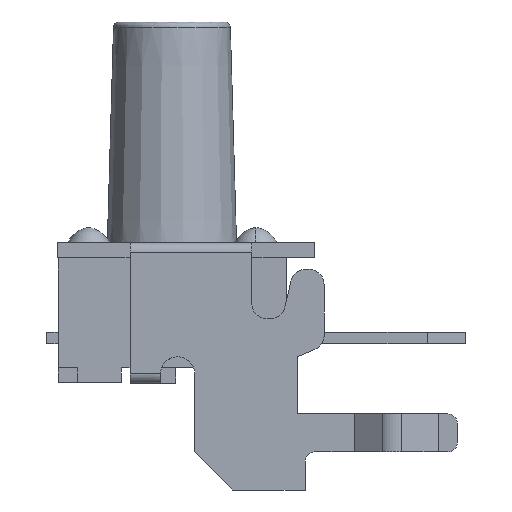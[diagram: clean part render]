
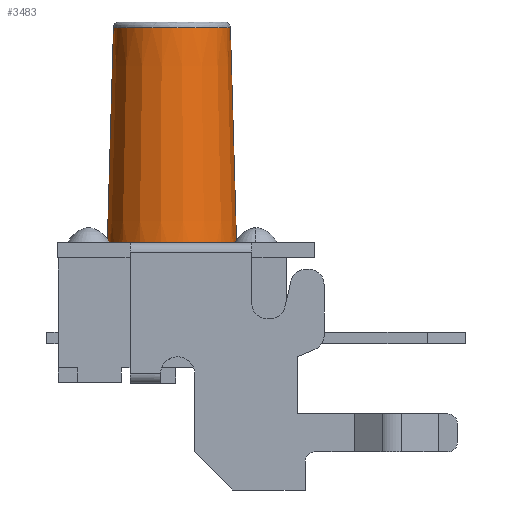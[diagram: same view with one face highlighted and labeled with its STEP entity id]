
A CAD part, left-side view. The second image highlights one B-rep face of the part: STEP entity #3483.
In plain terms, the highlighted conical face has half-angle 1.63 degrees and reference radius 1.71 mm.
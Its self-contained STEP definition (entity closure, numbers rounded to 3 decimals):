
#1576 = DIRECTION ( 'NONE',  ( 0., 0., 1. ) ) ;
#2090 = VERTEX_POINT ( 'NONE', #12061 ) ;
#2338 = FACE_OUTER_BOUND ( 'NONE', #13739, .T. ) ;
#2819 = CONICAL_SURFACE ( 'NONE', #5579, 1.71, 0.028 ) ;
#2899 = CARTESIAN_POINT ( 'NONE',  ( 0.01, -0.01, 2.84 ) ) ;
#3466 = VERTEX_POINT ( 'NONE', #13402 ) ;
#3483 = ADVANCED_FACE ( 'NONE', ( #2338 ), #2819, .T. ) ;
#4079 = CIRCLE ( 'NONE', #10157, 1.71 ) ;
#4617 = CARTESIAN_POINT ( 'NONE',  ( -1.7, -0.01, 2.84 ) ) ;
#5046 = CIRCLE ( 'NONE', #10258, 1.536 ) ;
#5178 = CARTESIAN_POINT ( 'NONE',  ( 1.72, -0.01, 2.84 ) ) ;
#5353 = EDGE_CURVE ( 'NONE', #6001, #2090, #9184, .T. ) ;
#5579 = AXIS2_PLACEMENT_3D ( 'NONE', #2899, #10432, #12568 ) ;
#5886 = DIRECTION ( 'NONE',  ( -1., 0., 0. ) ) ;
#6001 = VERTEX_POINT ( 'NONE', #13461 ) ;
#6014 = CARTESIAN_POINT ( 'NONE',  ( 0.01, -0.01, 2.84 ) ) ;
#6239 = LINE ( 'NONE', #5178, #9108 ) ;
#7156 = ORIENTED_EDGE ( 'NONE', *, *, #9498, .T. ) ;
#9108 = VECTOR ( 'NONE', #12791, 1000. ) ;
#9184 = LINE ( 'NONE', #4617, #11510 ) ;
#9422 = ORIENTED_EDGE ( 'NONE', *, *, #12421, .T. ) ;
#9481 = DIRECTION ( 'NONE',  ( 0., 0., -1. ) ) ;
#9498 = EDGE_CURVE ( 'NONE', #10547, #3466, #6239, .T. ) ;
#9520 = CARTESIAN_POINT ( 'NONE',  ( 1.546, -0.01, 8.944 ) ) ;
#9567 = ORIENTED_EDGE ( 'NONE', *, *, #5353, .F. ) ;
#10157 = AXIS2_PLACEMENT_3D ( 'NONE', #6014, #1576, #5886 ) ;
#10258 = AXIS2_PLACEMENT_3D ( 'NONE', #11613, #9481, #13707 ) ;
#10432 = DIRECTION ( 'NONE',  ( 0., 0., -1. ) ) ;
#10547 = VERTEX_POINT ( 'NONE', #9520 ) ;
#11162 = ORIENTED_EDGE ( 'NONE', *, *, #13106, .T. ) ;
#11510 = VECTOR ( 'NONE', #13180, 1000. ) ;
#11613 = CARTESIAN_POINT ( 'NONE',  ( 0.01, -0.01, 8.944 ) ) ;
#12061 = CARTESIAN_POINT ( 'NONE',  ( -1.7, -0.01, 2.84 ) ) ;
#12421 = EDGE_CURVE ( 'NONE', #3466, #2090, #4079, .T. ) ;
#12568 = DIRECTION ( 'NONE',  ( -1., 0., 0. ) ) ;
#12791 = DIRECTION ( 'NONE',  ( 0.028, 0., -1. ) ) ;
#13106 = EDGE_CURVE ( 'NONE', #6001, #10547, #5046, .T. ) ;
#13180 = DIRECTION ( 'NONE',  ( -0.028, 0., -1. ) ) ;
#13402 = CARTESIAN_POINT ( 'NONE',  ( 1.72, -0.01, 2.84 ) ) ;
#13461 = CARTESIAN_POINT ( 'NONE',  ( -1.526, -0.01, 8.944 ) ) ;
#13707 = DIRECTION ( 'NONE',  ( 0.934, -0.356, 0. ) ) ;
#13739 = EDGE_LOOP ( 'NONE', ( #11162, #7156, #9422, #9567 ) ) ;
